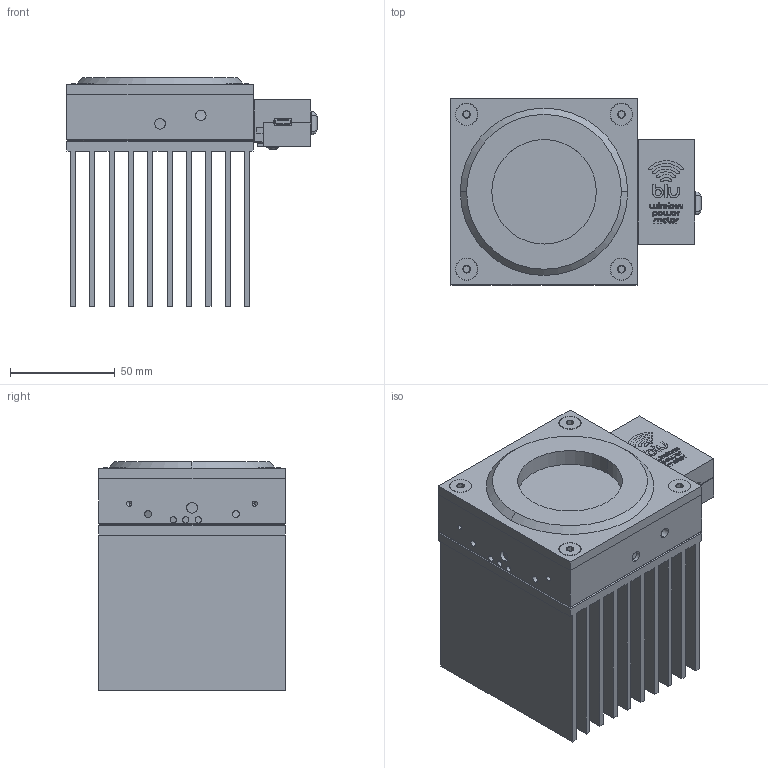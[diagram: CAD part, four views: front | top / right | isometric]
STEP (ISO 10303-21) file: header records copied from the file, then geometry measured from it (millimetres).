
FILE_DESCRIPTION (( 'STEP AP214' ), '1' );
FILE_NAME ('SK-9784 UP50N-50H-W9-BLU.STEP', '2018-01-04T18:49:44', ( '' ), ( '' ), 'SwSTEP 2.0', 'SolidWorks 2016', '' );
FILE_SCHEMA (( 'AUTOMOTIVE_DESIGN' ));
Length unit declared in the file: millimetre
Products named in the file (1): SK-9784 UP50N-50H-W9-BLU
Bounding box: 119.57 x 89 x 109.2 mm (x, y, z)
Volume: 447501.6 mm3; surface area: 208667.2 mm2
Topology: 9 solids, 12 shells, 1635 faces, 4475 edges, 2918 vertices
Faces by surface type: cylinder 774, plane 468, bspline 261, cone 116, torus 12, sphere 4
Entity records: 90863 total; most frequent: CARTESIAN_POINT 36483, ORIENTED_EDGE 8914, DIRECTION 5885, EDGE_CURVE 4457, VERTEX_POINT 2918, LINE 2173, VECTOR 2173, AXIS2_PLACEMENT_3D 1856
